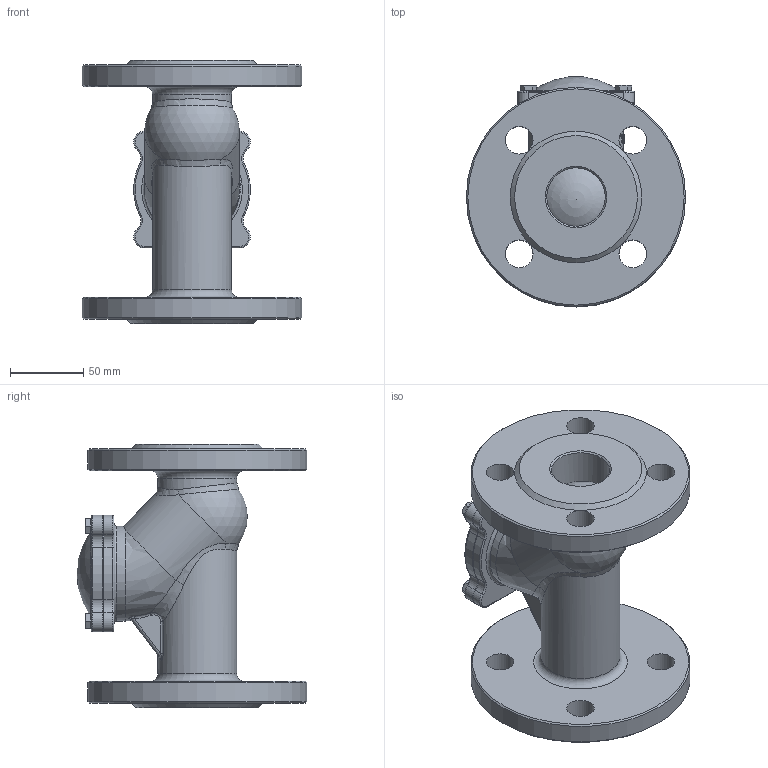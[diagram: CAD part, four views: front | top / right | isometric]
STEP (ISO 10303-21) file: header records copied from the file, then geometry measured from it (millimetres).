
FILE_DESCRIPTION(/* description */ (''),/* implementation_level */ '2;1');
FILE_NAME(/* name */ 'DN40_3D_STEP.stp',/* time_stamp */ '2025-09-28T23:53:51+03:00',/* author */ ('igorr'),/* organization */ (''),/* preprocessor_version */ 'ST-DEVELOPER v20',/* originating_system */ 'Autodesk Inventor 2025',/* authorisation */ '');
FILE_SCHEMA (('AUTOMOTIVE_DESIGN { 1 0 10303 214 3 1 1 }'));
Length unit declared in the file: millimetre
Products named in the file (3): Сборка1; Деталь1; AS 1110 - M6 x 12
Assembly tree (5 placements, depth 2):
  Сборка1
    Деталь1
    AS 1110 - M6 x 12  x4
Bounding box: 150 x 157.26 x 180 mm (x, y, z)
Volume: 1005910.4 mm3; surface area: 148357.2 mm2
Topology: 5 solids, 5 shells, 287 faces, 689 edges, 430 vertices
Faces by surface type: plane 116, cylinder 58, bspline 48, cone 36, torus 26, sphere 3
Full cylindrical faces by diameter (mm): 6 x4, 7 x4, 10 x4, 19 x8, 40 x2, 54 x2, 65 x2, 150 x2
Entity records: 8190 total; most frequent: CARTESIAN_POINT 3108, ORIENTED_EDGE 1066, DIRECTION 903, EDGE_CURVE 533, AXIS2_PLACEMENT_3D 373, VERTEX_POINT 340, EDGE_LOOP 257, FACE_OUTER_BOUND 215
